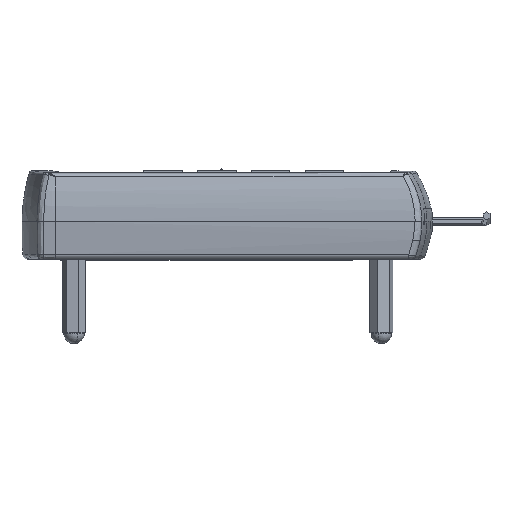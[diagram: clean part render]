
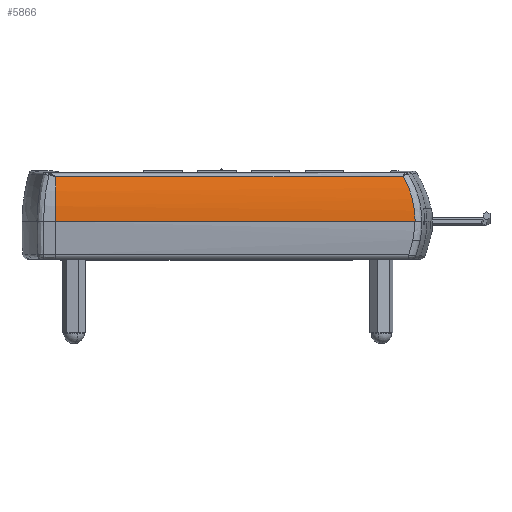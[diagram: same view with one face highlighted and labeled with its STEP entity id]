
A CAD part, left-side view. The second image highlights one B-rep face of the part: STEP entity #5866.
In plain terms, the highlighted cylindrical face has radius 45.27 mm (diameter 90.54 mm), a partial arc.
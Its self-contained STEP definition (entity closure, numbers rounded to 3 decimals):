
#2638 = AXIS2_PLACEMENT_3D ( 'NONE', #177679, #135516, #34111 ) ;
#3003 = CARTESIAN_POINT ( 'NONE',  ( 0.172, 4.645, -15.376 ) ) ;
#4493 = ORIENTED_EDGE ( 'NONE', *, *, #144205, .F. ) ;
#5866 = ADVANCED_FACE ( 'NONE', ( #165241 ), #102980, .T. ) ;
#8966 = VECTOR ( 'NONE', #108808, 1000. ) ;
#9839 = CARTESIAN_POINT ( 'NONE',  ( 1.508, 7.001, -4.455 ) ) ;
#10800 = CARTESIAN_POINT ( 'NONE',  ( 2.076, 8.086, -2.382 ) ) ;
#11754 = CARTESIAN_POINT ( 'NONE',  ( 1.433, 6.862, -4.762 ) ) ;
#12706 = CARTESIAN_POINT ( 'NONE',  ( 0.309, 4.878, -11.853 ) ) ;
#13645 = CARTESIAN_POINT ( 'NONE',  ( 0.917, 5.929, -7.192 ) ) ;
#20606 = CARTESIAN_POINT ( 'NONE',  ( 0.172, 109.526, -15.376 ) ) ;
#27068 = CARTESIAN_POINT ( 'NONE',  ( 1.693, 7.347, -3.732 ) ) ;
#27196 = CARTESIAN_POINT ( 'NONE',  ( 0.172, 4.645, -15.376 ) ) ;
#34111 = DIRECTION ( 'NONE',  ( 0., 0., 1. ) ) ;
#39561 = CARTESIAN_POINT ( 'NONE',  ( 1.327, 6.666, -5.215 ) ) ;
#40450 = CARTESIAN_POINT ( 'NONE',  ( 0.762, 5.658, -8.085 ) ) ;
#41379 = CARTESIAN_POINT ( 'NONE',  ( 0.305, 4.872, -11.9 ) ) ;
#43262 = CARTESIAN_POINT ( 'NONE',  ( 0.687, 5.527, -8.567 ) ) ;
#48411 = CARTESIAN_POINT ( 'NONE',  ( 2.117, 109.526, -2.249 ) ) ;
#53909 = CARTESIAN_POINT ( 'NONE',  ( 0.724, 5.591, -8.328 ) ) ;
#54120 = B_SPLINE_CURVE_WITH_KNOTS ( 'NONE', 3,
 ( #48411, #149911, #61807, #165246 ),
 .UNSPECIFIED., .F., .F.,
 ( 4, 4 ),
 ( 0., 1. ),
 .UNSPECIFIED. ) ;
#54526 = B_SPLINE_CURVE_WITH_KNOTS ( 'NONE', 3,
 ( #113203, #10800, #57704, #186021, #27068, #112242, #9839, #11754, #173524, #159173, #39561, #174468, #141934, #55805, #129450, #84476, #86353, #54873, #13645, #171669, #144765, #40450, #53909, #101638, #116040, #56746, #99760, #142865, #43262, #157288, #160098, #128506, #186942, #114147, #172610, #68227, #126640, #170717, #85421, #12706, #41379, #158208, #185071, #97892, #187868, #143834, #71051, #3003 ),
 .UNSPECIFIED., .F., .F.,
 ( 4, 2, 2, 2, 1, 1, 1, 1, 1, 2, 2, 2, 2, 1, 1, 1, 1, 1, 1, 2, 2, 2, 2, 2, 1, 1, 1, 1, 1, 2, 2, 4 ),
 ( 0., 0.125, 0.188, 0.219, 0.234, 0.242, 0.246, 0.248, 0.249, 0.25, 0.25, 0.375, 0.438, 0.469, 0.484, 0.492, 0.496, 0.498, 0.499, 0.5, 0.5, 0.625, 0.687, 0.719, 0.734, 0.742, 0.746, 0.748, 0.749, 0.75, 0.75, 1. ),
 .UNSPECIFIED. ) ;
#54873 = CARTESIAN_POINT ( 'NONE',  ( 1.072, 6.204, -6.377 ) ) ;
#55805 = CARTESIAN_POINT ( 'NONE',  ( 1.307, 6.63, -5.302 ) ) ;
#56746 = CARTESIAN_POINT ( 'NONE',  ( 0.691, 5.534, -8.541 ) ) ;
#57704 = CARTESIAN_POINT ( 'NONE',  ( 1.985, 7.905, -2.681 ) ) ;
#60486 = CARTESIAN_POINT ( 'NONE',  ( 2.111, 8.153, -2.267 ) ) ;
#61807 = CARTESIAN_POINT ( 'NONE',  ( 0.172, 109.526, -10.937 ) ) ;
#68227 = CARTESIAN_POINT ( 'NONE',  ( 0.371, 4.983, -11.132 ) ) ;
#71051 = CARTESIAN_POINT ( 'NONE',  ( 0.172, 4.645, -14.15 ) ) ;
#71539 = ORIENTED_EDGE ( 'NONE', *, *, #110265, .T. ) ;
#77090 = VERTEX_POINT ( 'NONE', #173194 ) ;
#77284 = VERTEX_POINT ( 'NONE', #27196 ) ;
#84476 = CARTESIAN_POINT ( 'NONE',  ( 1.304, 6.625, -5.315 ) ) ;
#85421 = CARTESIAN_POINT ( 'NONE',  ( 0.316, 4.89, -11.761 ) ) ;
#86353 = CARTESIAN_POINT ( 'NONE',  ( 1.184, 6.405, -5.842 ) ) ;
#89189 = CARTESIAN_POINT ( 'NONE',  ( 2.111, 8.153, -2.267 ) ) ;
#92402 = ORIENTED_EDGE ( 'NONE', *, *, #162917, .T. ) ;
#97892 = CARTESIAN_POINT ( 'NONE',  ( 0.302, 4.867, -11.941 ) ) ;
#99760 = CARTESIAN_POINT ( 'NONE',  ( 0.688, 5.53, -8.556 ) ) ;
#101638 = CARTESIAN_POINT ( 'NONE',  ( 0.705, 5.558, -8.45 ) ) ;
#102980 = CYLINDRICAL_SURFACE ( 'NONE', #2638, 45.27 ) ;
#104111 = B_SPLINE_CURVE_WITH_KNOTS ( 'NONE', 3,
 ( #89189, #147583, #116954, #132238 ),
 .UNSPECIFIED., .F., .F.,
 ( 4, 4 ),
 ( 0., 1. ),
 .UNSPECIFIED. ) ;
#108808 = DIRECTION ( 'NONE',  ( 0., -1., 0. ) ) ;
#110265 = EDGE_CURVE ( 'NONE', #77090, #125783, #54120, .T. ) ;
#112242 = CARTESIAN_POINT ( 'NONE',  ( 1.556, 7.09, -4.264 ) ) ;
#113203 = CARTESIAN_POINT ( 'NONE',  ( 2.111, 8.153, -2.267 ) ) ;
#114147 = CARTESIAN_POINT ( 'NONE',  ( 0.443, 5.107, -10.412 ) ) ;
#116040 = CARTESIAN_POINT ( 'NONE',  ( 0.695, 5.542, -8.511 ) ) ;
#116954 = CARTESIAN_POINT ( 'NONE',  ( 2.131, 75.713, -2.201 ) ) ;
#118248 = EDGE_CURVE ( 'NONE', #169048, #77090, #104111, .T. ) ;
#123199 = LINE ( 'NONE', #181633, #8966 ) ;
#125783 = VERTEX_POINT ( 'NONE', #20606 ) ;
#126640 = CARTESIAN_POINT ( 'NONE',  ( 0.344, 4.938, -11.427 ) ) ;
#128506 = CARTESIAN_POINT ( 'NONE',  ( 0.584, 5.349, -9.254 ) ) ;
#129450 = CARTESIAN_POINT ( 'NONE',  ( 1.305, 6.627, -5.309 ) ) ;
#132238 = CARTESIAN_POINT ( 'NONE',  ( 2.117, 109.526, -2.249 ) ) ;
#135516 = DIRECTION ( 'NONE',  ( 0., 1., 0. ) ) ;
#141934 = CARTESIAN_POINT ( 'NONE',  ( 1.309, 6.634, -5.291 ) ) ;
#142865 = CARTESIAN_POINT ( 'NONE',  ( 0.687, 5.528, -8.563 ) ) ;
#143834 = CARTESIAN_POINT ( 'NONE',  ( 0.221, 4.729, -13.004 ) ) ;
#144205 = EDGE_CURVE ( 'NONE', #169048, #77284, #54526, .T. ) ;
#144765 = CARTESIAN_POINT ( 'NONE',  ( 0.797, 5.718, -7.878 ) ) ;
#147583 = CARTESIAN_POINT ( 'NONE',  ( 2.129, 41.922, -2.207 ) ) ;
#149911 = CARTESIAN_POINT ( 'NONE',  ( 0.829, 109.526, -6.498 ) ) ;
#152027 = ORIENTED_EDGE ( 'NONE', *, *, #118248, .T. ) ;
#157288 = CARTESIAN_POINT ( 'NONE',  ( 0.686, 5.526, -8.571 ) ) ;
#157655 = EDGE_LOOP ( 'NONE', ( #152027, #71539, #92402, #4493 ) ) ;
#158208 = CARTESIAN_POINT ( 'NONE',  ( 0.303, 4.869, -11.924 ) ) ;
#159173 = CARTESIAN_POINT ( 'NONE',  ( 1.35, 6.708, -5.116 ) ) ;
#160098 = CARTESIAN_POINT ( 'NONE',  ( 0.645, 5.455, -8.842 ) ) ;
#162917 = EDGE_CURVE ( 'NONE', #125783, #77284, #123199, .T. ) ;
#165241 = FACE_OUTER_BOUND ( 'NONE', #157655, .T. ) ;
#165246 = CARTESIAN_POINT ( 'NONE',  ( 0.172, 109.526, -15.376 ) ) ;
#169048 = VERTEX_POINT ( 'NONE', #60486 ) ;
#170717 = CARTESIAN_POINT ( 'NONE',  ( 0.331, 4.916, -11.578 ) ) ;
#171669 = CARTESIAN_POINT ( 'NONE',  ( 0.867, 5.842, -7.465 ) ) ;
#172610 = CARTESIAN_POINT ( 'NONE',  ( 0.389, 5.014, -10.945 ) ) ;
#173194 = CARTESIAN_POINT ( 'NONE',  ( 2.117, 109.526, -2.249 ) ) ;
#173524 = CARTESIAN_POINT ( 'NONE',  ( 1.395, 6.792, -4.921 ) ) ;
#174468 = CARTESIAN_POINT ( 'NONE',  ( 1.315, 6.645, -5.266 ) ) ;
#177679 = CARTESIAN_POINT ( 'NONE',  ( 45.442, 114.909, -15.376 ) ) ;
#181633 = CARTESIAN_POINT ( 'NONE',  ( 0.172, 59.527, -15.376 ) ) ;
#185071 = CARTESIAN_POINT ( 'NONE',  ( 0.303, 4.867, -11.934 ) ) ;
#186021 = CARTESIAN_POINT ( 'NONE',  ( 1.775, 7.503, -3.431 ) ) ;
#186942 = CARTESIAN_POINT ( 'NONE',  ( 0.48, 5.17, -10.095 ) ) ;
#187868 = CARTESIAN_POINT ( 'NONE',  ( 0.302, 4.866, -11.945 ) ) ;
